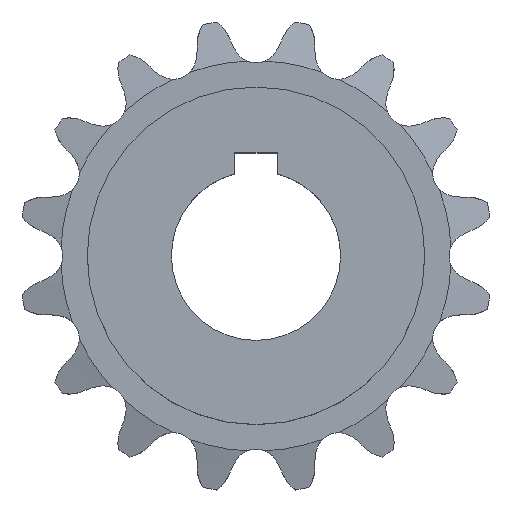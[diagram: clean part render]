
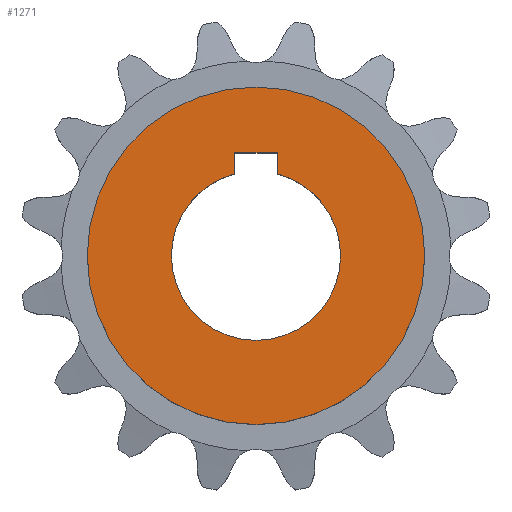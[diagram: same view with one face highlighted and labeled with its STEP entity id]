
A CAD part, top view. The second image highlights one B-rep face of the part: STEP entity #1271.
In plain terms, the highlighted planar face has unit normal (0, 0, 1).
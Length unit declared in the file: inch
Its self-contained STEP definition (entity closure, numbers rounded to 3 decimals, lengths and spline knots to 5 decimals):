
#31 = CIRCLE ( 'NONE', #3290, 0.2505 ) ;
#34 = CIRCLE ( 'NONE', #3291, 0.2505 ) ;
#374 = CIRCLE ( 'NONE', #3267, 0.5 ) ;
#379 = LINE ( 'NONE', #2451, #381 ) ;
#380 = LINE ( 'NONE', #2457, #383 ) ;
#381 = VECTOR ( 'NONE', #2445, 39.37008 ) ;
#383 = VECTOR ( 'NONE', #2458, 39.37008 ) ;
#484 = CIRCLE ( 'NONE', #3276, 0.2505 ) ;
#677 = EDGE_CURVE ( 'NONE', #3081, #3041, #5339, .T. ) ;
#685 = AXIS2_PLACEMENT_3D ( 'NONE', #4384, #4385, #4386 ) ;
#796 = AXIS2_PLACEMENT_3D ( 'NONE', #3752, #3757, #3758 ) ;
#831 = EDGE_CURVE ( 'NONE', #5266, #3007, #5348, .T. ) ;
#1198 = ORIENTED_EDGE ( 'NONE', *, *, #4124, .F. ) ;
#1202 = ORIENTED_EDGE ( 'NONE', *, *, #3996, .F. ) ;
#1271 = ADVANCED_FACE ( 'NONE', ( #4973, #4981 ), #3750, .T. ) ;
#1738 = CARTESIAN_POINT ( 'NONE',  ( 0., 0., 0.36125 ) ) ;
#1739 = DIRECTION ( 'NONE',  ( 0., 0., 1. ) ) ;
#1740 = DIRECTION ( 'NONE',  ( 1., 0., 0. ) ) ;
#2070 = CARTESIAN_POINT ( 'NONE',  ( -0.0626, 0.30515, 0.36125 ) ) ;
#2071 = CARTESIAN_POINT ( 'NONE',  ( 0.0626, 0.24255, 0.36125 ) ) ;
#2445 = DIRECTION ( 'NONE',  ( 0., -1., 0. ) ) ;
#2451 = CARTESIAN_POINT ( 'NONE',  ( -0.0626, 0.30515, 0.36125 ) ) ;
#2454 = CARTESIAN_POINT ( 'NONE',  ( 0., 0., 0.36125 ) ) ;
#2455 = DIRECTION ( 'NONE',  ( 0., 0., 1. ) ) ;
#2456 = DIRECTION ( 'NONE',  ( 1., 0., 0. ) ) ;
#2457 = CARTESIAN_POINT ( 'NONE',  ( -0.0626, 0.30515, 0.36125 ) ) ;
#2458 = DIRECTION ( 'NONE',  ( -1., 0., 0. ) ) ;
#2591 = ORIENTED_EDGE ( 'NONE', *, *, #5534, .F. ) ;
#2593 = ORIENTED_EDGE ( 'NONE', *, *, #677, .F. ) ;
#2594 = ORIENTED_EDGE ( 'NONE', *, *, #3994, .T. ) ;
#2595 = ORIENTED_EDGE ( 'NONE', *, *, #831, .T. ) ;
#2596 = ORIENTED_EDGE ( 'NONE', *, *, #5532, .F. ) ;
#2600 = ORIENTED_EDGE ( 'NONE', *, *, #3995, .F. ) ;
#2772 = EDGE_LOOP ( 'NONE', ( #2594, #2595 ) ) ;
#2780 = EDGE_LOOP ( 'NONE', ( #2591, #2600, #1202, #2593, #1198, #2596 ) ) ;
#3002 = VERTEX_POINT ( 'NONE', #3546 ) ;
#3007 = VERTEX_POINT ( 'NONE', #3551 ) ;
#3013 = VERTEX_POINT ( 'NONE', #3557 ) ;
#3041 = VERTEX_POINT ( 'NONE', #3585 ) ;
#3059 = VERTEX_POINT ( 'NONE', #3898 ) ;
#3080 = VERTEX_POINT ( 'NONE', #2070 ) ;
#3081 = VERTEX_POINT ( 'NONE', #2071 ) ;
#3267 = AXIS2_PLACEMENT_3D ( 'NONE', #2454, #2455, #2456 ) ;
#3276 = AXIS2_PLACEMENT_3D ( 'NONE', #1738, #1739, #1740 ) ;
#3290 = AXIS2_PLACEMENT_3D ( 'NONE', #6488, #6489, #6490 ) ;
#3291 = AXIS2_PLACEMENT_3D ( 'NONE', #6491, #6492, #6493 ) ;
#3546 = CARTESIAN_POINT ( 'NONE',  ( -0.0626, 0.24255, 0.36125 ) ) ;
#3551 = CARTESIAN_POINT ( 'NONE',  ( -0.5, 0., 0.36125 ) ) ;
#3557 = CARTESIAN_POINT ( 'NONE',  ( -0.2505, 0., 0.36125 ) ) ;
#3585 = CARTESIAN_POINT ( 'NONE',  ( 0.0626, 0.30515, 0.36125 ) ) ;
#3750 = PLANE ( 'NONE',  #796 ) ;
#3752 = CARTESIAN_POINT ( 'NONE',  ( 0., 0., 0.36125 ) ) ;
#3757 = DIRECTION ( 'NONE',  ( 0., 0., 1. ) ) ;
#3758 = DIRECTION ( 'NONE',  ( 1., 0., 0. ) ) ;
#3898 = CARTESIAN_POINT ( 'NONE',  ( 0.2505, 0., 0.36125 ) ) ;
#3994 = EDGE_CURVE ( 'NONE', #3007, #5266, #374, .T. ) ;
#3995 = EDGE_CURVE ( 'NONE', #3080, #3002, #379, .T. ) ;
#3996 = EDGE_CURVE ( 'NONE', #3041, #3080, #380, .T. ) ;
#4124 = EDGE_CURVE ( 'NONE', #3059, #3081, #484, .T. ) ;
#4371 = CARTESIAN_POINT ( 'NONE',  ( 0.0626, 0.30515, 0.36125 ) ) ;
#4375 = DIRECTION ( 'NONE',  ( 0., 1., 0. ) ) ;
#4384 = CARTESIAN_POINT ( 'NONE',  ( 0., 0., 0.36125 ) ) ;
#4385 = DIRECTION ( 'NONE',  ( 0., 0., 1. ) ) ;
#4386 = DIRECTION ( 'NONE',  ( 1., 0., 0. ) ) ;
#4973 = FACE_OUTER_BOUND ( 'NONE', #2772, .T. ) ;
#4981 = FACE_BOUND ( 'NONE', #2780, .T. ) ;
#5266 = VERTEX_POINT ( 'NONE', #5892 ) ;
#5339 = LINE ( 'NONE', #4371, #5351 ) ;
#5348 = CIRCLE ( 'NONE', #685, 0.5 ) ;
#5351 = VECTOR ( 'NONE', #4375, 39.37008 ) ;
#5532 = EDGE_CURVE ( 'NONE', #3013, #3059, #31, .T. ) ;
#5534 = EDGE_CURVE ( 'NONE', #3002, #3013, #34, .T. ) ;
#5892 = CARTESIAN_POINT ( 'NONE',  ( 0.5, 0., 0.36125 ) ) ;
#6488 = CARTESIAN_POINT ( 'NONE',  ( 0., 0., 0.36125 ) ) ;
#6489 = DIRECTION ( 'NONE',  ( 0., 0., 1. ) ) ;
#6490 = DIRECTION ( 'NONE',  ( 1., 0., 0. ) ) ;
#6491 = CARTESIAN_POINT ( 'NONE',  ( 0., 0., 0.36125 ) ) ;
#6492 = DIRECTION ( 'NONE',  ( 0., 0., 1. ) ) ;
#6493 = DIRECTION ( 'NONE',  ( 1., 0., 0. ) ) ;
